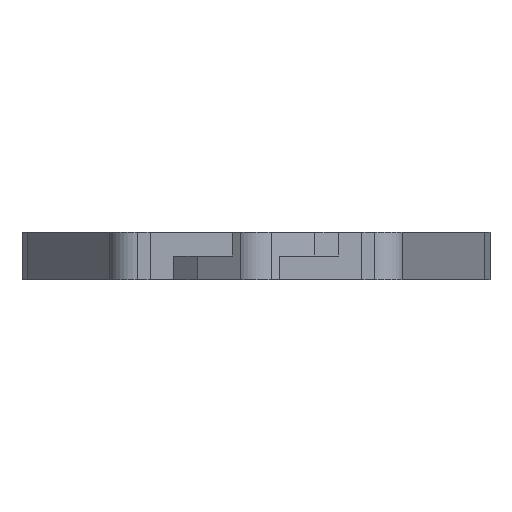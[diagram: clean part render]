
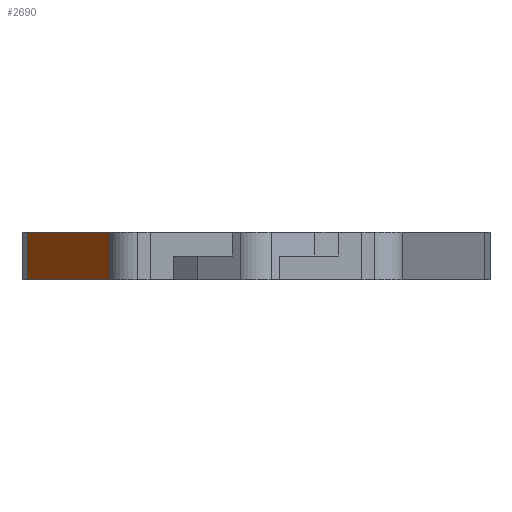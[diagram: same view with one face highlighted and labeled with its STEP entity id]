
A CAD part, left-side view. The second image highlights one B-rep face of the part: STEP entity #2690.
In plain terms, the highlighted planar face has unit normal (-0.23, 0.973, 0).
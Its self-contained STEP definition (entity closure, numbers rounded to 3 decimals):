
#45 = PLANE('',#46);
#46 = AXIS2_PLACEMENT_3D('',#47,#48,#49);
#47 = CARTESIAN_POINT('',(9.715,0.,0.));
#48 = DIRECTION('',(0.,0.,1.));
#49 = DIRECTION('',(1.,0.,0.));
#102 = PLANE('',#103);
#103 = AXIS2_PLACEMENT_3D('',#104,#105,#106);
#104 = CARTESIAN_POINT('',(9.715,0.,2.));
#105 = DIRECTION('',(0.,0.,1.));
#106 = DIRECTION('',(1.,0.,0.));
#531 = VERTEX_POINT('',#532);
#532 = CARTESIAN_POINT('',(21.81,9.733,0.));
#547 = CYLINDRICAL_SURFACE('',#548,8.703);
#548 = AXIS2_PLACEMENT_3D('',#549,#550,#551);
#549 = CARTESIAN_POINT('',(23.81,1.262,0.));
#550 = DIRECTION('',(-0.,-0.,-1.));
#551 = DIRECTION('',(1.,0.,0.));
#559 = EDGE_CURVE('',#560,#531,#562,.T.);
#560 = VERTEX_POINT('',#561);
#561 = CARTESIAN_POINT('',(6.932,6.22,0.));
#562 = SURFACE_CURVE('',#563,(#567,#574),.PCURVE_S1.);
#563 = LINE('',#564,#565);
#564 = CARTESIAN_POINT('',(6.932,6.22,0.));
#565 = VECTOR('',#566,1.);
#566 = DIRECTION('',(0.973,0.23,0.));
#567 = PCURVE('',#45,#568);
#568 = DEFINITIONAL_REPRESENTATION('',(#569),#573);
#569 = LINE('',#570,#571);
#570 = CARTESIAN_POINT('',(-2.783,6.22));
#571 = VECTOR('',#572,1.);
#572 = DIRECTION('',(0.973,0.23));
#573 = ( GEOMETRIC_REPRESENTATION_CONTEXT(2) 
PARAMETRIC_REPRESENTATION_CONTEXT() REPRESENTATION_CONTEXT('2D SPACE',''
  ) );
#574 = PCURVE('',#575,#580);
#575 = PLANE('',#576);
#576 = AXIS2_PLACEMENT_3D('',#577,#578,#579);
#577 = CARTESIAN_POINT('',(6.932,6.22,0.));
#578 = DIRECTION('',(-0.23,0.973,0.));
#579 = DIRECTION('',(0.973,0.23,0.));
#580 = DEFINITIONAL_REPRESENTATION('',(#581),#585);
#581 = LINE('',#582,#583);
#582 = CARTESIAN_POINT('',(0.,0.));
#583 = VECTOR('',#584,1.);
#584 = DIRECTION('',(1.,0.));
#585 = ( GEOMETRIC_REPRESENTATION_CONTEXT(2) 
PARAMETRIC_REPRESENTATION_CONTEXT() REPRESENTATION_CONTEXT('2D SPACE',''
  ) );
#604 = CYLINDRICAL_SURFACE('',#605,1.21);
#605 = AXIS2_PLACEMENT_3D('',#606,#607,#608);
#606 = CARTESIAN_POINT('',(7.21,5.043,0.));
#607 = DIRECTION('',(-0.,-0.,-1.));
#608 = DIRECTION('',(1.,0.,0.));
#1731 = VERTEX_POINT('',#1732);
#1732 = CARTESIAN_POINT('',(21.81,9.733,2.));
#1754 = EDGE_CURVE('',#1755,#1731,#1757,.T.);
#1755 = VERTEX_POINT('',#1756);
#1756 = CARTESIAN_POINT('',(6.932,6.22,2.));
#1757 = SURFACE_CURVE('',#1758,(#1762,#1769),.PCURVE_S1.);
#1758 = LINE('',#1759,#1760);
#1759 = CARTESIAN_POINT('',(6.932,6.22,2.));
#1760 = VECTOR('',#1761,1.);
#1761 = DIRECTION('',(0.973,0.23,0.));
#1762 = PCURVE('',#102,#1763);
#1763 = DEFINITIONAL_REPRESENTATION('',(#1764),#1768);
#1764 = LINE('',#1765,#1766);
#1765 = CARTESIAN_POINT('',(-2.783,6.22));
#1766 = VECTOR('',#1767,1.);
#1767 = DIRECTION('',(0.973,0.23));
#1768 = ( GEOMETRIC_REPRESENTATION_CONTEXT(2) 
PARAMETRIC_REPRESENTATION_CONTEXT() REPRESENTATION_CONTEXT('2D SPACE',''
  ) );
#1769 = PCURVE('',#575,#1770);
#1770 = DEFINITIONAL_REPRESENTATION('',(#1771),#1775);
#1771 = LINE('',#1772,#1773);
#1772 = CARTESIAN_POINT('',(0.,-2.));
#1773 = VECTOR('',#1774,1.);
#1774 = DIRECTION('',(1.,0.));
#1775 = ( GEOMETRIC_REPRESENTATION_CONTEXT(2) 
PARAMETRIC_REPRESENTATION_CONTEXT() REPRESENTATION_CONTEXT('2D SPACE',''
  ) );
#2670 = EDGE_CURVE('',#560,#1755,#2671,.T.);
#2671 = SURFACE_CURVE('',#2672,(#2676,#2683),.PCURVE_S1.);
#2672 = LINE('',#2673,#2674);
#2673 = CARTESIAN_POINT('',(6.932,6.22,0.));
#2674 = VECTOR('',#2675,1.);
#2675 = DIRECTION('',(0.,0.,1.));
#2676 = PCURVE('',#604,#2677);
#2677 = DEFINITIONAL_REPRESENTATION('',(#2678),#2682);
#2678 = LINE('',#2679,#2680);
#2679 = CARTESIAN_POINT('',(4.481,0.));
#2680 = VECTOR('',#2681,1.);
#2681 = DIRECTION('',(-0.,-1.));
#2682 = ( GEOMETRIC_REPRESENTATION_CONTEXT(2) 
PARAMETRIC_REPRESENTATION_CONTEXT() REPRESENTATION_CONTEXT('2D SPACE',''
  ) );
#2683 = PCURVE('',#575,#2684);
#2684 = DEFINITIONAL_REPRESENTATION('',(#2685),#2689);
#2685 = LINE('',#2686,#2687);
#2686 = CARTESIAN_POINT('',(0.,0.));
#2687 = VECTOR('',#2688,1.);
#2688 = DIRECTION('',(0.,-1.));
#2689 = ( GEOMETRIC_REPRESENTATION_CONTEXT(2) 
PARAMETRIC_REPRESENTATION_CONTEXT() REPRESENTATION_CONTEXT('2D SPACE',''
  ) );
#2690 = ADVANCED_FACE('',(#2691),#575,.T.);
#2691 = FACE_BOUND('',#2692,.T.);
#2692 = EDGE_LOOP('',(#2693,#2694,#2695,#2716));
#2693 = ORIENTED_EDGE('',*,*,#2670,.T.);
#2694 = ORIENTED_EDGE('',*,*,#1754,.T.);
#2695 = ORIENTED_EDGE('',*,*,#2696,.F.);
#2696 = EDGE_CURVE('',#531,#1731,#2697,.T.);
#2697 = SURFACE_CURVE('',#2698,(#2702,#2709),.PCURVE_S1.);
#2698 = LINE('',#2699,#2700);
#2699 = CARTESIAN_POINT('',(21.81,9.733,0.));
#2700 = VECTOR('',#2701,1.);
#2701 = DIRECTION('',(0.,0.,1.));
#2702 = PCURVE('',#575,#2703);
#2703 = DEFINITIONAL_REPRESENTATION('',(#2704),#2708);
#2704 = LINE('',#2705,#2706);
#2705 = CARTESIAN_POINT('',(15.287,0.));
#2706 = VECTOR('',#2707,1.);
#2707 = DIRECTION('',(0.,-1.));
#2708 = ( GEOMETRIC_REPRESENTATION_CONTEXT(2) 
PARAMETRIC_REPRESENTATION_CONTEXT() REPRESENTATION_CONTEXT('2D SPACE',''
  ) );
#2709 = PCURVE('',#547,#2710);
#2710 = DEFINITIONAL_REPRESENTATION('',(#2711),#2715);
#2711 = LINE('',#2712,#2713);
#2712 = CARTESIAN_POINT('',(4.481,0.));
#2713 = VECTOR('',#2714,1.);
#2714 = DIRECTION('',(-0.,-1.));
#2715 = ( GEOMETRIC_REPRESENTATION_CONTEXT(2) 
PARAMETRIC_REPRESENTATION_CONTEXT() REPRESENTATION_CONTEXT('2D SPACE',''
  ) );
#2716 = ORIENTED_EDGE('',*,*,#559,.F.);
